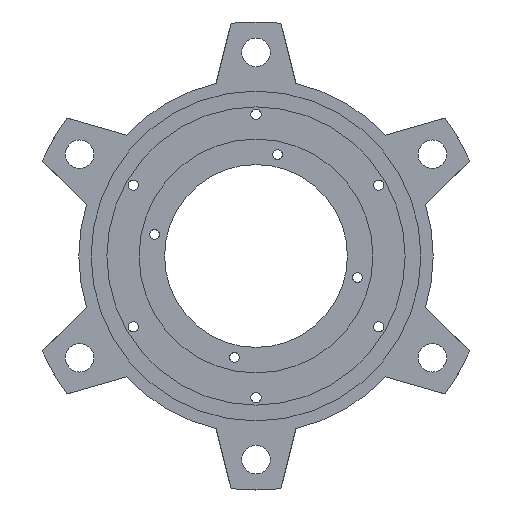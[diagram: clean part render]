
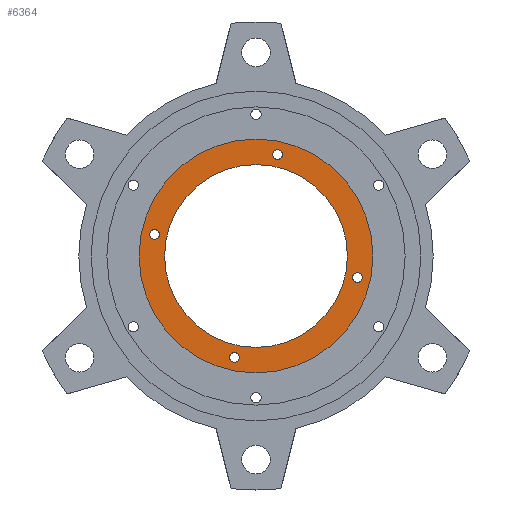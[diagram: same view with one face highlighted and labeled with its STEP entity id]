
A CAD part, front view. The second image highlights one B-rep face of the part: STEP entity #6364.
In plain terms, the highlighted planar face has unit normal (0, -1, 0).
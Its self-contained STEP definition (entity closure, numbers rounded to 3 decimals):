
#127 = VERTEX_POINT ( 'NONE', #6780 ) ;
#167 = CIRCLE ( 'NONE', #4712, 4.75 ) ;
#262 = CIRCLE ( 'NONE', #717, 114.8 ) ;
#481 = CARTESIAN_POINT ( 'NONE',  ( 99.619, 17.35, -21.175 ) ) ;
#509 = CARTESIAN_POINT ( 'NONE',  ( 0., 17.35, -89.8 ) ) ;
#522 = AXIS2_PLACEMENT_3D ( 'NONE', #2169, #4789, #5380 ) ;
#633 = CARTESIAN_POINT ( 'NONE',  ( -21.175, 17.35, -94.869 ) ) ;
#669 = CARTESIAN_POINT ( 'NONE',  ( 0., 17.35, 89.8 ) ) ;
#697 = FACE_BOUND ( 'NONE', #5881, .T. ) ;
#717 = AXIS2_PLACEMENT_3D ( 'NONE', #5959, #4922, #1680 ) ;
#730 = AXIS2_PLACEMENT_3D ( 'NONE', #4996, #2370, #4503 ) ;
#771 = FACE_BOUND ( 'NONE', #2612, .T. ) ;
#789 = EDGE_LOOP ( 'NONE', ( #4066, #886 ) ) ;
#807 = PLANE ( 'NONE',  #4985 ) ;
#844 = CARTESIAN_POINT ( 'NONE',  ( 0., 17.35, -114.8 ) ) ;
#886 = ORIENTED_EDGE ( 'NONE', *, *, #5678, .T. ) ;
#987 = CARTESIAN_POINT ( 'NONE',  ( 21.175, 17.35, 99.619 ) ) ;
#1014 = CARTESIAN_POINT ( 'NONE',  ( 0., 17.35, 0. ) ) ;
#1097 = EDGE_LOOP ( 'NONE', ( #5986, #6338 ) ) ;
#1226 = VERTEX_POINT ( 'NONE', #3657 ) ;
#1227 = DIRECTION ( 'NONE',  ( 0., 1., 0. ) ) ;
#1503 = CARTESIAN_POINT ( 'NONE',  ( 21.175, 17.35, 99.619 ) ) ;
#1536 = DIRECTION ( 'NONE',  ( 0., 1., 0. ) ) ;
#1621 = VERTEX_POINT ( 'NONE', #6275 ) ;
#1632 = CARTESIAN_POINT ( 'NONE',  ( 21.175, 17.35, 94.869 ) ) ;
#1644 = AXIS2_PLACEMENT_3D ( 'NONE', #1503, #6157, #6680 ) ;
#1672 = DIRECTION ( 'NONE',  ( 0., 0., -1. ) ) ;
#1680 = DIRECTION ( 'NONE',  ( 0., 0., -1. ) ) ;
#1773 = FACE_BOUND ( 'NONE', #5818, .T. ) ;
#1802 = EDGE_CURVE ( 'NONE', #6034, #5624, #167, .T. ) ;
#1812 = DIRECTION ( 'NONE',  ( 0., 0., -1. ) ) ;
#1832 = CIRCLE ( 'NONE', #6158, 4.75 ) ;
#1842 = FACE_BOUND ( 'NONE', #1097, .T. ) ;
#2062 = CARTESIAN_POINT ( 'NONE',  ( 99.619, 17.35, -21.175 ) ) ;
#2163 = CIRCLE ( 'NONE', #4842, 4.75 ) ;
#2169 = CARTESIAN_POINT ( 'NONE',  ( 0., 17.35, 0. ) ) ;
#2277 = AXIS2_PLACEMENT_3D ( 'NONE', #5398, #5812, #4901 ) ;
#2349 = VERTEX_POINT ( 'NONE', #509 ) ;
#2370 = DIRECTION ( 'NONE',  ( 0., -1., 0. ) ) ;
#2521 = EDGE_CURVE ( 'NONE', #3054, #1226, #1832, .T. ) ;
#2549 = EDGE_LOOP ( 'NONE', ( #3573, #4040 ) ) ;
#2573 = CARTESIAN_POINT ( 'NONE',  ( 0., 17.35, 114.8 ) ) ;
#2612 = EDGE_LOOP ( 'NONE', ( #4954, #5067 ) ) ;
#2646 = DIRECTION ( 'NONE',  ( 0., 1., 0. ) ) ;
#2817 = VERTEX_POINT ( 'NONE', #1632 ) ;
#2827 = AXIS2_PLACEMENT_3D ( 'NONE', #481, #5246, #6838 ) ;
#2829 = AXIS2_PLACEMENT_3D ( 'NONE', #987, #1536, #3210 ) ;
#2875 = EDGE_CURVE ( 'NONE', #127, #2817, #4385, .T. ) ;
#2892 = CARTESIAN_POINT ( 'NONE',  ( 0., 17.35, 0. ) ) ;
#2997 = CIRCLE ( 'NONE', #5329, 4.75 ) ;
#3054 = VERTEX_POINT ( 'NONE', #633 ) ;
#3193 = EDGE_CURVE ( 'NONE', #6485, #3915, #4389, .T. ) ;
#3210 = DIRECTION ( 'NONE',  ( 0., 0., -1. ) ) ;
#3311 = DIRECTION ( 'NONE',  ( 0., 0., -1. ) ) ;
#3368 = DIRECTION ( 'NONE',  ( 0., 0., -1. ) ) ;
#3438 = EDGE_CURVE ( 'NONE', #5535, #1621, #2163, .T. ) ;
#3573 = ORIENTED_EDGE ( 'NONE', *, *, #2521, .T. ) ;
#3654 = DIRECTION ( 'NONE',  ( 0., 0., -1. ) ) ;
#3657 = CARTESIAN_POINT ( 'NONE',  ( -21.175, 17.35, -104.369 ) ) ;
#3671 = ORIENTED_EDGE ( 'NONE', *, *, #3438, .T. ) ;
#3720 = CIRCLE ( 'NONE', #522, 89.8 ) ;
#3827 = FACE_OUTER_BOUND ( 'NONE', #789, .T. ) ;
#3845 = CIRCLE ( 'NONE', #2277, 4.75 ) ;
#3890 = EDGE_CURVE ( 'NONE', #1621, #5535, #3845, .T. ) ;
#3915 = VERTEX_POINT ( 'NONE', #2573 ) ;
#3934 = CARTESIAN_POINT ( 'NONE',  ( -99.619, 17.35, 21.175 ) ) ;
#3967 = DIRECTION ( 'NONE',  ( 0., -1., 0. ) ) ;
#4040 = ORIENTED_EDGE ( 'NONE', *, *, #6736, .T. ) ;
#4052 = CARTESIAN_POINT ( 'NONE',  ( 99.619, 17.35, -16.425 ) ) ;
#4066 = ORIENTED_EDGE ( 'NONE', *, *, #3193, .T. ) ;
#4220 = AXIS2_PLACEMENT_3D ( 'NONE', #1014, #5836, #3654 ) ;
#4385 = CIRCLE ( 'NONE', #2829, 4.75 ) ;
#4389 = CIRCLE ( 'NONE', #730, 114.8 ) ;
#4424 = DIRECTION ( 'NONE',  ( 0., 1., 0. ) ) ;
#4442 = ORIENTED_EDGE ( 'NONE', *, *, #3890, .T. ) ;
#4503 = DIRECTION ( 'NONE',  ( 0., 0., -1. ) ) ;
#4611 = ORIENTED_EDGE ( 'NONE', *, *, #4713, .T. ) ;
#4689 = EDGE_CURVE ( 'NONE', #5624, #6034, #5827, .T. ) ;
#4712 = AXIS2_PLACEMENT_3D ( 'NONE', #2062, #2646, #6301 ) ;
#4713 = EDGE_CURVE ( 'NONE', #2349, #6444, #3720, .T. ) ;
#4789 = DIRECTION ( 'NONE',  ( 0., 1., 0. ) ) ;
#4842 = AXIS2_PLACEMENT_3D ( 'NONE', #3934, #1227, #1812 ) ;
#4901 = DIRECTION ( 'NONE',  ( 0., 0., -1. ) ) ;
#4913 = CARTESIAN_POINT ( 'NONE',  ( -21.175, 17.35, -99.619 ) ) ;
#4922 = DIRECTION ( 'NONE',  ( 0., -1., 0. ) ) ;
#4954 = ORIENTED_EDGE ( 'NONE', *, *, #2875, .T. ) ;
#4985 = AXIS2_PLACEMENT_3D ( 'NONE', #2892, #3967, #3311 ) ;
#4996 = CARTESIAN_POINT ( 'NONE',  ( 0., 17.35, 0. ) ) ;
#5057 = ORIENTED_EDGE ( 'NONE', *, *, #6690, .T. ) ;
#5067 = ORIENTED_EDGE ( 'NONE', *, *, #6175, .T. ) ;
#5246 = DIRECTION ( 'NONE',  ( 0., 1., 0. ) ) ;
#5329 = AXIS2_PLACEMENT_3D ( 'NONE', #5936, #6460, #3368 ) ;
#5380 = DIRECTION ( 'NONE',  ( 0., 0., -1. ) ) ;
#5398 = CARTESIAN_POINT ( 'NONE',  ( -99.619, 17.35, 21.175 ) ) ;
#5533 = FACE_BOUND ( 'NONE', #2549, .T. ) ;
#5535 = VERTEX_POINT ( 'NONE', #5862 ) ;
#5624 = VERTEX_POINT ( 'NONE', #6382 ) ;
#5656 = CIRCLE ( 'NONE', #1644, 4.75 ) ;
#5678 = EDGE_CURVE ( 'NONE', #3915, #6485, #262, .T. ) ;
#5812 = DIRECTION ( 'NONE',  ( 0., 1., 0. ) ) ;
#5818 = EDGE_LOOP ( 'NONE', ( #5057, #4611 ) ) ;
#5827 = CIRCLE ( 'NONE', #2827, 4.75 ) ;
#5836 = DIRECTION ( 'NONE',  ( 0., 1., 0. ) ) ;
#5862 = CARTESIAN_POINT ( 'NONE',  ( -99.619, 17.35, 25.925 ) ) ;
#5881 = EDGE_LOOP ( 'NONE', ( #3671, #4442 ) ) ;
#5936 = CARTESIAN_POINT ( 'NONE',  ( -21.175, 17.35, -99.619 ) ) ;
#5959 = CARTESIAN_POINT ( 'NONE',  ( 0., 17.35, 0. ) ) ;
#5986 = ORIENTED_EDGE ( 'NONE', *, *, #1802, .T. ) ;
#6034 = VERTEX_POINT ( 'NONE', #4052 ) ;
#6157 = DIRECTION ( 'NONE',  ( 0., 1., 0. ) ) ;
#6158 = AXIS2_PLACEMENT_3D ( 'NONE', #4913, #4424, #1672 ) ;
#6175 = EDGE_CURVE ( 'NONE', #2817, #127, #5656, .T. ) ;
#6275 = CARTESIAN_POINT ( 'NONE',  ( -99.619, 17.35, 16.425 ) ) ;
#6301 = DIRECTION ( 'NONE',  ( 0., 0., -1. ) ) ;
#6338 = ORIENTED_EDGE ( 'NONE', *, *, #4689, .T. ) ;
#6364 = ADVANCED_FACE ( 'NONE', ( #3827, #697, #771, #1842, #5533, #1773 ), #807, .T. ) ;
#6382 = CARTESIAN_POINT ( 'NONE',  ( 99.619, 17.35, -25.925 ) ) ;
#6444 = VERTEX_POINT ( 'NONE', #669 ) ;
#6460 = DIRECTION ( 'NONE',  ( 0., 1., 0. ) ) ;
#6485 = VERTEX_POINT ( 'NONE', #844 ) ;
#6542 = CIRCLE ( 'NONE', #4220, 89.8 ) ;
#6680 = DIRECTION ( 'NONE',  ( 0., 0., -1. ) ) ;
#6690 = EDGE_CURVE ( 'NONE', #6444, #2349, #6542, .T. ) ;
#6736 = EDGE_CURVE ( 'NONE', #1226, #3054, #2997, .T. ) ;
#6780 = CARTESIAN_POINT ( 'NONE',  ( 21.175, 17.35, 104.369 ) ) ;
#6838 = DIRECTION ( 'NONE',  ( 0., 0., -1. ) ) ;
